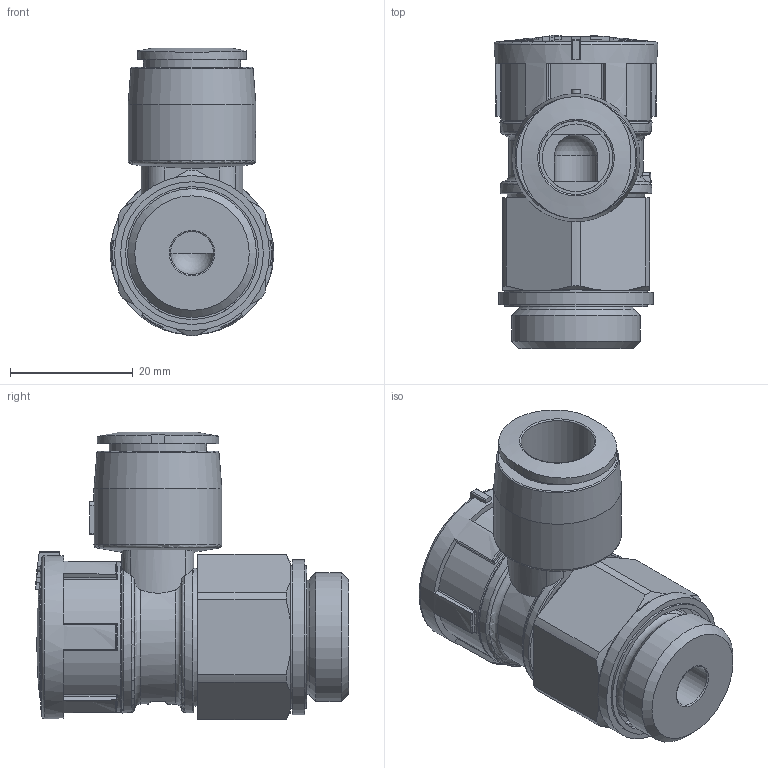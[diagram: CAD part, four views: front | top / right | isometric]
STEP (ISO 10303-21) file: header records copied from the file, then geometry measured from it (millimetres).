
FILE_DESCRIPTION(/* description */ ('STEP AP214'),/* implementation_level */ '2;1');
FILE_NAME(/* name */ '8095436_VFOE-LE-T-G12-Q12-P20',/* time_stamp */ '2024-09-16T11:42:39+02:00',/* author */ ('License CC BY-ND 4.0'),/* organization */ ('CADENAS'),/* preprocessor_version */ 'ST-DEVELOPER v19.3',/* originating_system */ 'PARTsolutions',/* authorisation */ ' ');
FILE_SCHEMA (('AUTOMOTIVE_DESIGN {1 0 10303 214 3 1 1}'));
Length unit declared in the file: millimetre
Products named in the file (3): 8095436 VFOE-LE-T-G12-Q12-P20---(high); 8068733 VFOE-LE-T-G12-Q12---(highp); 34637 OL-1/2
Assembly tree (2 placements, depth 2):
  8095436 VFOE-LE-T-G12-Q12-P20---(high)
    8068733 VFOE-LE-T-G12-Q12---(highp)
    34637 OL-1/2
Bounding box: 26.61 x 50.92 x 46.82 mm (x, y, z)
Volume: 24883.5 mm3; surface area: 9626.7 mm2
Topology: 2 solids, 2 shells, 270 faces, 732 edges, 482 vertices
Faces by surface type: plane 133, cylinder 87, torus 30, cone 14, sphere 6
Full cylindrical faces by diameter (mm): 7 x1, 11 x1, 12 x1, 15.8 x1, 20.8 x1, 20.955 x1, 21.6 x1, 23.2 x2, 24.5 x1, 25.2 x1
Entity records: 10075 total; most frequent: CARTESIAN_POINT 1859, DIRECTION 1388, ORIENTED_EDGE 1378, EDGE_CURVE 689, AXIS2_PLACEMENT_3D 554, VERTEX_POINT 469, EDGE_LOOP 320, FACE_BOUND 320
